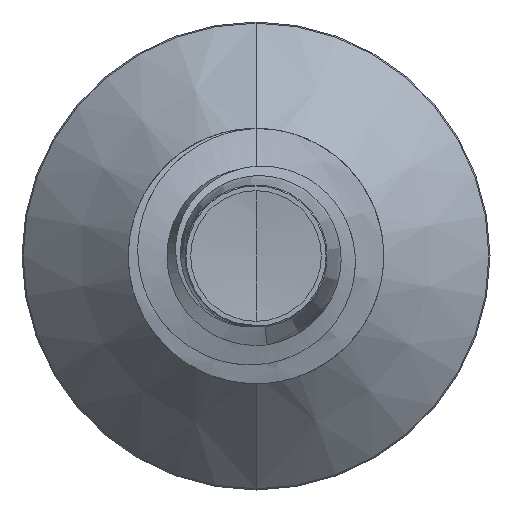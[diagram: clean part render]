
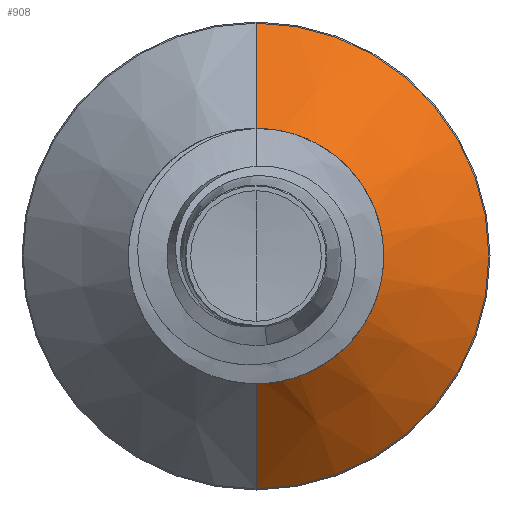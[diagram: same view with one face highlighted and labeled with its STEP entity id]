
A CAD part, front view. The second image highlights one B-rep face of the part: STEP entity #908.
In plain terms, the highlighted conical face has half-angle 45 degrees and reference radius 1.414 mm.
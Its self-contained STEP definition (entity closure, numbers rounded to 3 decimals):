
#140 = LINE ( 'NONE', #10711, #186 ) ;
#186 = VECTOR ( 'NONE', #10683, 1000. ) ;
#475 = EDGE_CURVE ( 'NONE', #15511, #5654, #1883, .T. ) ;
#627 = ORIENTED_EDGE ( 'NONE', *, *, #475, .F. ) ;
#908 = ADVANCED_FACE ( 'NONE', ( #1591 ), #1369, .T. ) ;
#1369 = CONICAL_SURFACE ( 'NONE', #2409, 1.414, 0.785 ) ;
#1591 = FACE_OUTER_BOUND ( 'NONE', #7314, .T. ) ;
#1883 = LINE ( 'NONE', #12992, #1912 ) ;
#1912 = VECTOR ( 'NONE', #13012, 1000. ) ;
#2409 = AXIS2_PLACEMENT_3D ( 'NONE', #6819, #6564, #6202 ) ;
#2724 = AXIS2_PLACEMENT_3D ( 'NONE', #14660, #8705, #15372 ) ;
#4705 = VERTEX_POINT ( 'NONE', #10680 ) ;
#4738 = EDGE_CURVE ( 'NONE', #4705, #5743, #140, .T. ) ;
#5392 = EDGE_CURVE ( 'NONE', #15511, #4705, #13829, .T. ) ;
#5654 = VERTEX_POINT ( 'NONE', #8401 ) ;
#5743 = VERTEX_POINT ( 'NONE', #8327 ) ;
#6202 = DIRECTION ( 'NONE',  ( 0., 0., 1. ) ) ;
#6564 = DIRECTION ( 'NONE',  ( 0., 1., 0. ) ) ;
#6819 = CARTESIAN_POINT ( 'NONE',  ( 0., 9.114, 0. ) ) ;
#7314 = EDGE_LOOP ( 'NONE', ( #13601, #11967, #9667, #627 ) ) ;
#7355 = CARTESIAN_POINT ( 'NONE',  ( 0., 9.114, 1.414 ) ) ;
#8327 = CARTESIAN_POINT ( 'NONE',  ( 0., 10.437, -2.737 ) ) ;
#8401 = CARTESIAN_POINT ( 'NONE',  ( 0., 10.437, 2.737 ) ) ;
#8705 = DIRECTION ( 'NONE',  ( 0., 1., 0. ) ) ;
#9667 = ORIENTED_EDGE ( 'NONE', *, *, #14595, .F. ) ;
#10410 = DIRECTION ( 'NONE',  ( 0., 1., 0. ) ) ;
#10414 = CARTESIAN_POINT ( 'NONE',  ( 0., 9.114, 0. ) ) ;
#10455 = DIRECTION ( 'NONE',  ( 0., 0., 1. ) ) ;
#10680 = CARTESIAN_POINT ( 'NONE',  ( 0., 9.114, -1.414 ) ) ;
#10683 = DIRECTION ( 'NONE',  ( 0., 0.707, -0.707 ) ) ;
#10711 = CARTESIAN_POINT ( 'NONE',  ( 0., 9.114, -1.414 ) ) ;
#10923 = AXIS2_PLACEMENT_3D ( 'NONE', #10414, #10410, #10455 ) ;
#11967 = ORIENTED_EDGE ( 'NONE', *, *, #4738, .T. ) ;
#12992 = CARTESIAN_POINT ( 'NONE',  ( 0., 9.114, 1.414 ) ) ;
#13012 = DIRECTION ( 'NONE',  ( 0., 0.707, 0.707 ) ) ;
#13601 = ORIENTED_EDGE ( 'NONE', *, *, #5392, .T. ) ;
#13829 = CIRCLE ( 'NONE', #10923, 1.414 ) ;
#13863 = CIRCLE ( 'NONE', #2724, 2.737 ) ;
#14595 = EDGE_CURVE ( 'NONE', #5654, #5743, #13863, .T. ) ;
#14660 = CARTESIAN_POINT ( 'NONE',  ( 0., 10.437, 0. ) ) ;
#15372 = DIRECTION ( 'NONE',  ( 0., 0., 1. ) ) ;
#15511 = VERTEX_POINT ( 'NONE', #7355 ) ;
